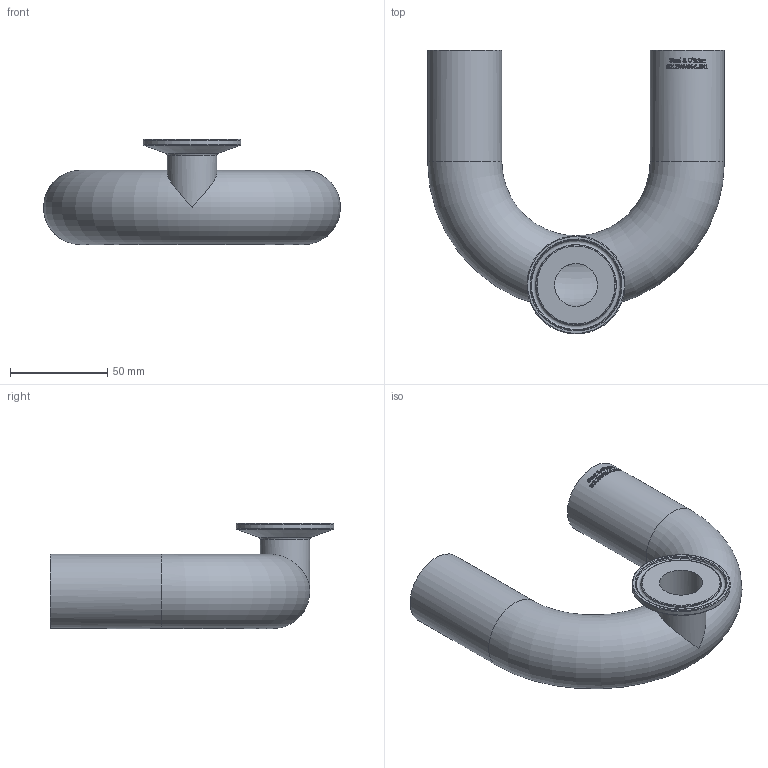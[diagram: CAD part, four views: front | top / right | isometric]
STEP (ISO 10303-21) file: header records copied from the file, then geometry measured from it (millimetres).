
FILE_DESCRIPTION(/* description */ (''),/* implementation_level */ '2;1');
FILE_NAME(/* name */ 'S2USWWK-15X1.stp',/* time_stamp */ '2018-11-26T14:29:24-05:00',/* author */ ('rick'),/* organization */ (''),/* preprocessor_version */ 'ST-DEVELOPER v15.2',/* originating_system */ 'Autodesk Inventor 2014',/* authorisation */ '');
FILE_SCHEMA (('AUTOMOTIVE_DESIGN { 1 0 10303 214 3 1 1 }'));
Length unit declared in the file: inch
Products named in the file (1): S2USWWK-15X1
Bounding box: 152.4 x 145.8 x 53.98 mm (x, y, z)
Volume: 64014.2 mm3; surface area: 72972.1 mm2
Topology: 1 solids, 1 shells, 427 faces, 1159 edges, 771 vertices
Faces by surface type: plane 189, bspline 185, cylinder 42, torus 8, cone 3
Full cylindrical faces by diameter (mm): 22.098 x1, 25.4 x1, 34.798 x2, 38.1 x2, 50.394 x1
Entity records: 16875 total; most frequent: CARTESIAN_POINT 7166, ORIENTED_EDGE 2266, DIRECTION 1504, EDGE_CURVE 1133, VERTEX_POINT 763, LINE 504, VECTOR 504, AXIS2_PLACEMENT_3D 500
